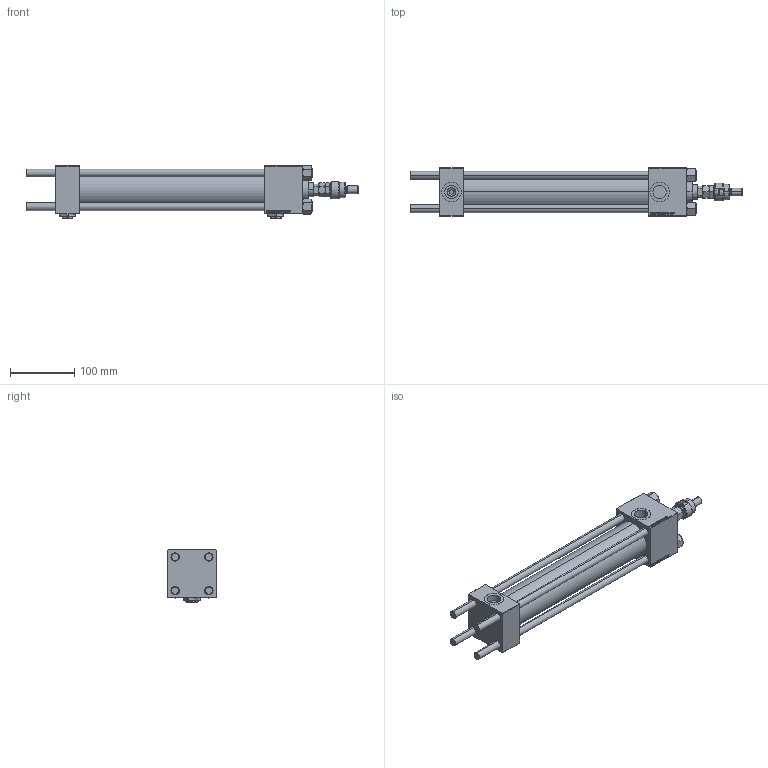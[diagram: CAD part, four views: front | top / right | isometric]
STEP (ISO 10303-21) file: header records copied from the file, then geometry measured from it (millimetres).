
FILE_DESCRIPTION (( 'STEP AP203' ), '1' );
FILE_NAME ('0cd9.STEP', '2023-08-23T11:57:36', ( '' ), ( '' ), 'SwSTEP 2.0', 'SolidWorks 2019', '' );
FILE_SCHEMA (( 'CONFIG_CONTROL_DESIGN' ));
Length unit declared in the file: millimetre
Products named in the file (10): MFA a3dad02c19e580acac51c466166ab0ed; V215CR_BODY_A a3dad02c19e580acac51c466166ab0ed; V215_VC_A a3dad02c19e580acac51c466166ab0ed; NUT_M5 a3dad02c19e580acac51c466166ab0ed; 0cd9; Zatka_pro_OIL_PORT a3dad02c19e580acac51c466166ab0ed; DFA a3dad02c19e580acac51c466166ab0ed; V215CR_VCP a3dad02c19e580acac51c466166ab0ed; CR025_012_A_0_G_A_G_M_020_+#_##_TYCINKA a3dad02c19e580acac51c466166ab0ed; FEMALE_PART_FOR_DFA a3dad02c19e580acac51c466166ab0ed
Assembly tree (16 placements, depth 3):
  0cd9
    V215CR_BODY_A a3dad02c19e580acac51c466166ab0ed
    CR025_012_A_0_G_A_G_M_020_+#_##_TYCINKA a3dad02c19e580acac51c466166ab0ed  x4
    NUT_M5 a3dad02c19e580acac51c466166ab0ed  x4
    V215CR_VCP a3dad02c19e580acac51c466166ab0ed
    V215_VC_A a3dad02c19e580acac51c466166ab0ed
    DFA a3dad02c19e580acac51c466166ab0ed
      FEMALE_PART_FOR_DFA a3dad02c19e580acac51c466166ab0ed
      MFA a3dad02c19e580acac51c466166ab0ed
    Zatka_pro_OIL_PORT a3dad02c19e580acac51c466166ab0ed  x2
Bounding box: 516 x 75 x 82.27 mm (x, y, z)
Volume: 1009210.9 mm3; surface area: 302512.7 mm2
Topology: 15 solids, 15 shells, 1318 faces, 3258 edges, 2091 vertices
Faces by surface type: plane 595, bspline 392, cone 218, cylinder 101, torus 12
Entity records: 54598 total; most frequent: CARTESIAN_POINT 28302, ORIENTED_EDGE 5816, DIRECTION 3860, EDGE_CURVE 2908, VERTEX_POINT 1889, LINE 1686, VECTOR 1686, EDGE_LOOP 1295
